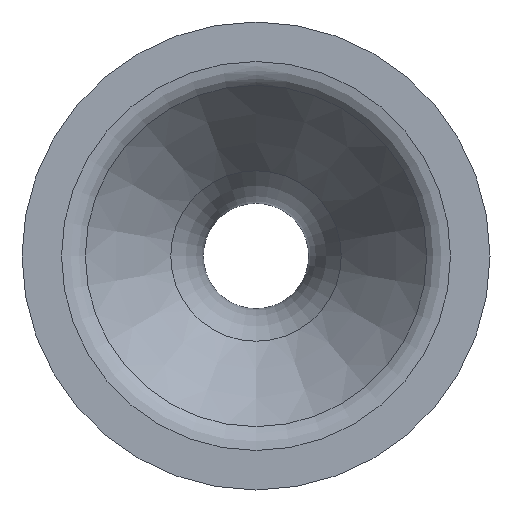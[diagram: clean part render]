
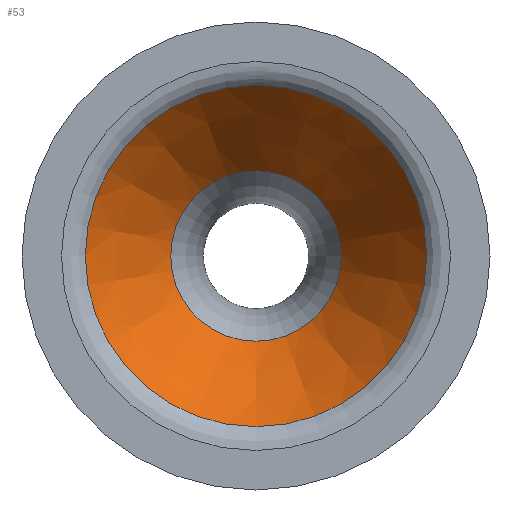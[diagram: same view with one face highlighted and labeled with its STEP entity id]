
A CAD part, left-side view. The second image highlights one B-rep face of the part: STEP entity #53.
In plain terms, the highlighted conical face has half-angle 35.487 degrees and reference radius 2.914 mm.
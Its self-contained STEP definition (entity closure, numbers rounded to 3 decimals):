
#53 = ADVANCED_FACE( '', ( #112, #113 ), #114, .F. );
#112 = FACE_OUTER_BOUND( '', #171, .T. );
#113 = FACE_BOUND( '', #172, .T. );
#114 = CONICAL_SURFACE( '', #173, 2.915, 0.619 );
#171 = EDGE_LOOP( '', ( #240 ) );
#172 = EDGE_LOOP( '', ( #241 ) );
#173 = AXIS2_PLACEMENT_3D( '', #242, #243, #244 );
#240 = ORIENTED_EDGE( '', *, *, #288, .T. );
#241 = ORIENTED_EDGE( '', *, *, #276, .F. );
#242 = CARTESIAN_POINT( '', ( -10.483, 0., 0. ) );
#243 = DIRECTION( '', ( -1., 0., 0. ) );
#244 = DIRECTION( '', ( 0., 0., 1. ) );
#276 = EDGE_CURVE( '', #306, #306, #307, .T. );
#288 = EDGE_CURVE( '', #324, #324, #325, .T. );
#306 = VERTEX_POINT( '', #345 );
#307 = CIRCLE( '', #346, 2.915 );
#324 = VERTEX_POINT( '', #363 );
#325 = CIRCLE( '', #364, 5.836 );
#345 = CARTESIAN_POINT( '', ( -10.483, 0., 2.915 ) );
#346 = AXIS2_PLACEMENT_3D( '', #385, #386, #387 );
#363 = CARTESIAN_POINT( '', ( -14.581, 0., 5.836 ) );
#364 = AXIS2_PLACEMENT_3D( '', #403, #404, #405 );
#385 = CARTESIAN_POINT( '', ( -10.483, 0., 0. ) );
#386 = DIRECTION( '', ( -1., 0., 0. ) );
#387 = DIRECTION( '', ( 0., 0., 1. ) );
#403 = CARTESIAN_POINT( '', ( -14.581, 0., 0. ) );
#404 = DIRECTION( '', ( -1., 0., 0. ) );
#405 = DIRECTION( '', ( 0., 0., 1. ) );
